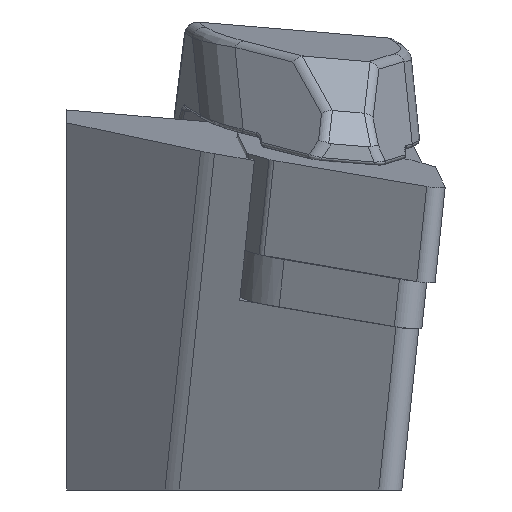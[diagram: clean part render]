
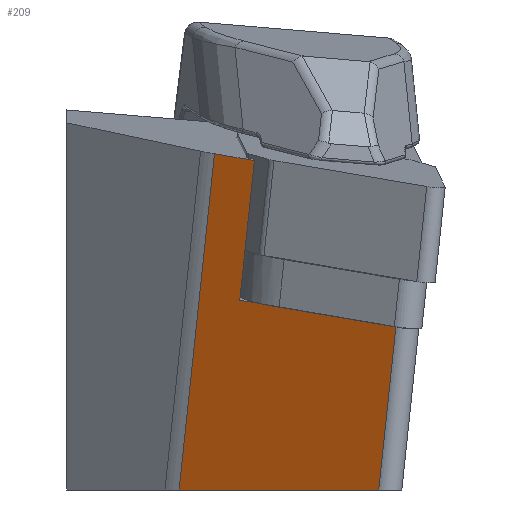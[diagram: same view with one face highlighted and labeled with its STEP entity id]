
A CAD part, left-side view. The second image highlights one B-rep face of the part: STEP entity #209.
In plain terms, the highlighted planar face has unit normal (-0.849, 0.527, -0.034).
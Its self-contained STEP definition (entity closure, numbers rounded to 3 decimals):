
#209=ADVANCED_FACE('',(#402),#342,.F.);
#342=PLANE('',#2322);
#402=FACE_OUTER_BOUND('',#530,.T.);
#530=EDGE_LOOP('',(#1100,#1101,#1102,#1103,#1104,#1105,#1106));
#663=LINE('',#3237,#852);
#670=LINE('',#3254,#859);
#704=LINE('',#3326,#893);
#705=LINE('',#3328,#894);
#706=LINE('',#3329,#895);
#707=LINE('',#3331,#896);
#708=LINE('',#3333,#897);
#852=VECTOR('',#2561,1.);
#859=VECTOR('',#2572,1.);
#893=VECTOR('',#2630,1.);
#894=VECTOR('',#2631,1.);
#895=VECTOR('',#2632,1.);
#896=VECTOR('',#2633,1.);
#897=VECTOR('',#2634,1.);
#1100=ORIENTED_EDGE('',*,*,#1952,.T.);
#1101=ORIENTED_EDGE('',*,*,#1907,.T.);
#1102=ORIENTED_EDGE('',*,*,#1953,.T.);
#1103=ORIENTED_EDGE('',*,*,#1915,.F.);
#1104=ORIENTED_EDGE('',*,*,#1954,.T.);
#1105=ORIENTED_EDGE('',*,*,#1955,.F.);
#1106=ORIENTED_EDGE('',*,*,#1956,.T.);
#1701=VERTEX_POINT('',#3234);
#1702=VERTEX_POINT('',#3236);
#1703=VERTEX_POINT('',#3240);
#1710=VERTEX_POINT('',#3253);
#1737=VERTEX_POINT('',#3327);
#1738=VERTEX_POINT('',#3330);
#1739=VERTEX_POINT('',#3332);
#1907=EDGE_CURVE('',#1701,#1702,#663,.T.);
#1915=EDGE_CURVE('',#1710,#1703,#670,.T.);
#1952=EDGE_CURVE('',#1737,#1701,#704,.T.);
#1953=EDGE_CURVE('',#1702,#1703,#705,.T.);
#1954=EDGE_CURVE('',#1710,#1738,#706,.T.);
#1955=EDGE_CURVE('',#1739,#1738,#707,.T.);
#1956=EDGE_CURVE('',#1739,#1737,#708,.T.);
#2322=AXIS2_PLACEMENT_3D('',#3334,#2635,#2636);
#2561=DIRECTION('',(0.518,0.843,0.143));
#2572=DIRECTION('',(-0.518,-0.843,-0.143));
#2630=DIRECTION('',(0.518,0.843,0.143));
#2631=DIRECTION('',(-0.105,-0.104,0.989));
#2632=DIRECTION('',(0.105,0.104,-0.989));
#2633=DIRECTION('',(0.527,0.85,0.));
#2634=DIRECTION('',(-0.105,-0.104,0.989));
#2635=DIRECTION('',(0.849,-0.527,0.034));
#2636=DIRECTION('',(0.527,0.85,0.));
#3234=CARTESIAN_POINT('',(7.983,-12.848,-7.695));
#3236=CARTESIAN_POINT('',(8.857,-11.425,-7.453));
#3237=CARTESIAN_POINT('',(2.52,-21.748,-9.208));
#3240=CARTESIAN_POINT('',(7.882,-12.394,1.775));
#3253=CARTESIAN_POINT('',(9.502,-9.755,2.223));
#3254=CARTESIAN_POINT('',(1.544,-22.718,0.02));
#3326=CARTESIAN_POINT('',(2.52,-21.748,-9.208));
#3327=CARTESIAN_POINT('',(2.52,-21.748,-9.208));
#3328=CARTESIAN_POINT('',(7.812,-12.464,2.437));
#3329=CARTESIAN_POINT('',(13.641,-5.639,-36.944));
#3330=CARTESIAN_POINT('',(11.85,-7.419,-20.));
#3331=CARTESIAN_POINT('',(5.125,-18.254,-20.));
#3332=CARTESIAN_POINT('',(3.66,-20.614,-20.));
#3333=CARTESIAN_POINT('',(5.684,-18.601,-39.147));
#3334=CARTESIAN_POINT('',(5.684,-18.601,-39.147));
